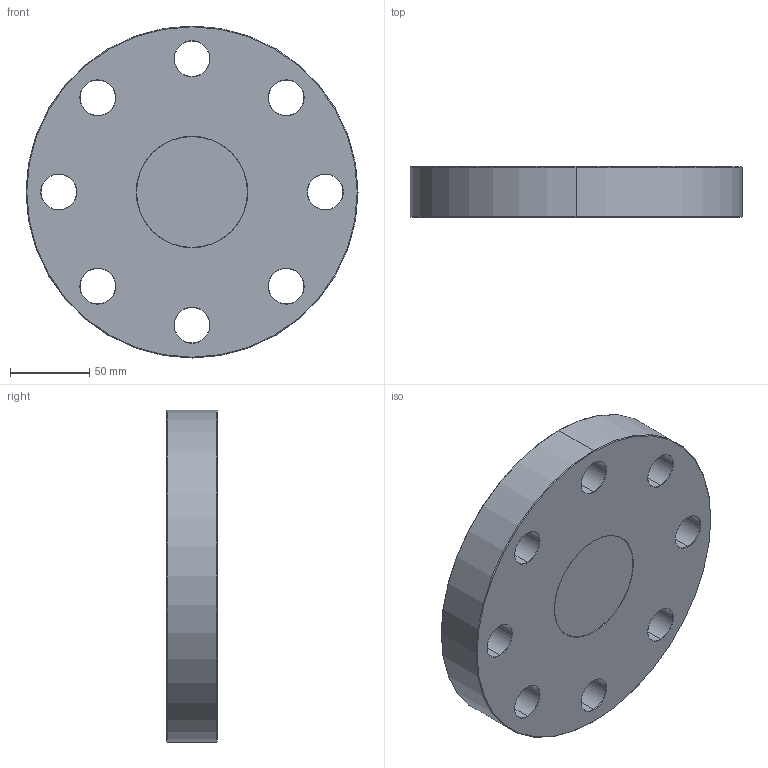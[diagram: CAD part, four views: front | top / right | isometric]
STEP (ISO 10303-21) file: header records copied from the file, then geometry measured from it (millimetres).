
FILE_DESCRIPTION (( 'STEP AP203' ), '1' );
FILE_NAME ('772E24020.STEP', '2022-11-11T01:44:58', ( '' ), ( '' ), 'SwSTEP 2.0', 'SolidWorks 2012', '' );
FILE_SCHEMA (( 'CONFIG_CONTROL_DESIGN' ));
Length unit declared in the file: inch
Products named in the file (1): 772E24020
Bounding box: 209.5 x 32 x 209.5 mm (x, y, z)
Volume: 1002329.2 mm3; surface area: 115202.5 mm2
Topology: 2 solids, 2 shells, 648 faces, 1696 edges, 1118 vertices
Faces by surface type: plane 320, bspline 268, cone 36, cylinder 22, torus 2
Entity records: 32825 total; most frequent: CARTESIAN_POINT 18531, ORIENTED_EDGE 3392, DIRECTION 2006, EDGE_CURVE 1696, VERTEX_POINT 1118, LINE 1076, VECTOR 1076, EDGE_LOOP 732
